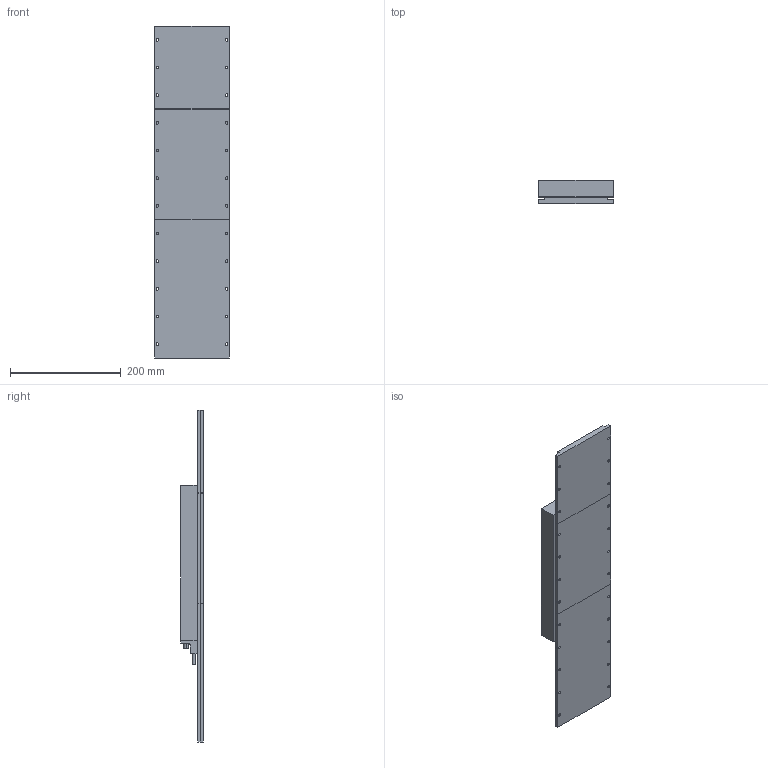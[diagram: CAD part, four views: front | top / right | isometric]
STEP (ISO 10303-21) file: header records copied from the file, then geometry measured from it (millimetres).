
FILE_DESCRIPTION (( 'STEP AP214' ), '1' );
FILE_NAME ('ZW3-H115-3-MNS-ZP-MODEL-A00.step', '2026-01-05T02:16:57', ( '' ), ( '' ), 'SwSTEP 2.0', 'SolidWorks 2020', '' );
FILE_SCHEMA (( 'AUTOMOTIVE_DESIGN' ));
Length unit declared in the file: millimetre
Products named in the file (6): ZW3-H115-3-MODEL-A00; ZW3-H115-200MNS-MODEL-A00; ZW3-H115-150MNS-MODEL-A00; ZW3-H115-3-MNS-ZP-MODEL-A00; ZW3-H115-250MNS-MODEL-A00; ZW3-HALL-MODEL-A00
Assembly tree (5 placements, depth 2):
  ZW3-H115-3-MNS-ZP-MODEL-A00
    ZW3-H115-200MNS-MODEL-A00
    ZW3-H115-150MNS-MODEL-A00
    ZW3-H115-250MNS-MODEL-A00
    ZW3-H115-3-MODEL-A00
    ZW3-HALL-MODEL-A00
Bounding box: 135 x 41.5 x 600 mm (x, y, z)
Volume: 1950610.6 mm3; surface area: 291609.7 mm2
Topology: 5 solids, 5 shells, 241 faces, 583 edges, 362 vertices
Faces by surface type: cylinder 139, plane 70, cone 32
Entity records: 7593 total; most frequent: DIRECTION 1327, CARTESIAN_POINT 1162, ORIENTED_EDGE 1102, EDGE_CURVE 551, AXIS2_PLACEMENT_3D 527, VERTEX_POINT 362, EDGE_LOOP 335, CIRCLE 278
